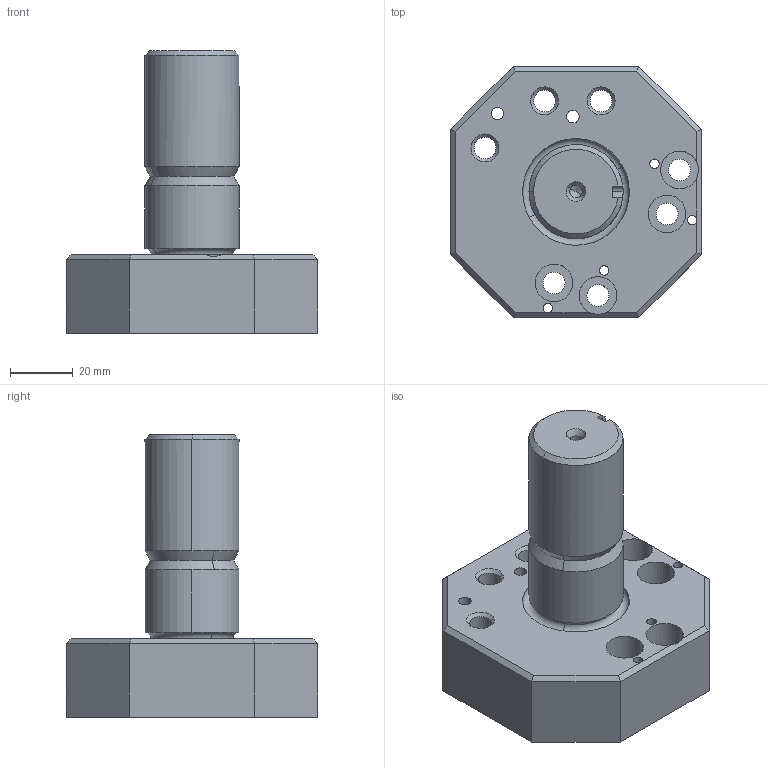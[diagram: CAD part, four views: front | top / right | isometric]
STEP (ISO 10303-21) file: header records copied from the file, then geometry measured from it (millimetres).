
FILE_DESCRIPTION(('CATIA V5 STEP Exchange'),'2;1');
FILE_NAME('cap_de_prindere.stp','2010-10-28T18:31:20+00:00',('none'),('none'),'CATIA Version 5 Release 19 SP 2 (IN-10)','CATIA V5 STEP AP203','none');
FILE_SCHEMA(('CONFIG_CONTROL_DESIGN'));
Length unit declared in the file: millimetre
Products named in the file (1): cap_de_prindere
Bounding box: 80 x 80 x 90 mm (x, y, z)
Volume: 172705.6 mm3; surface area: 29990.4 mm2
Topology: 1 solids, 1 shells, 399 faces, 1103 edges, 721 vertices
Faces by surface type: plane 325, cylinder 44, cone 26, torus 4
Entity records: 12092 total; most frequent: ORIENTED_EDGE 2198, CARTESIAN_POINT 2181, DIRECTION 1729, EDGE_CURVE 1099, VECTOR 962, LINE 962, VERTEX_POINT 721, AXIS2_PLACEMENT_3D 446
